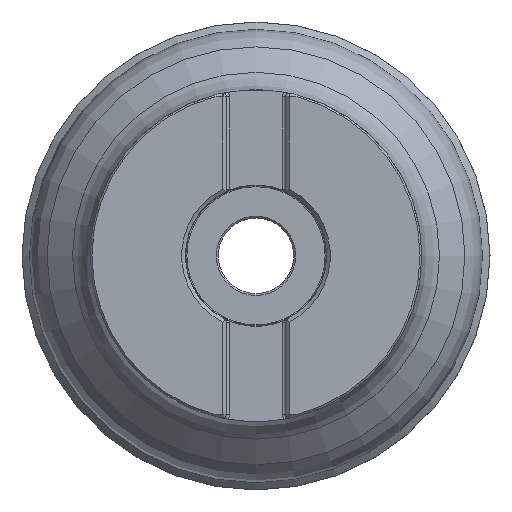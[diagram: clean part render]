
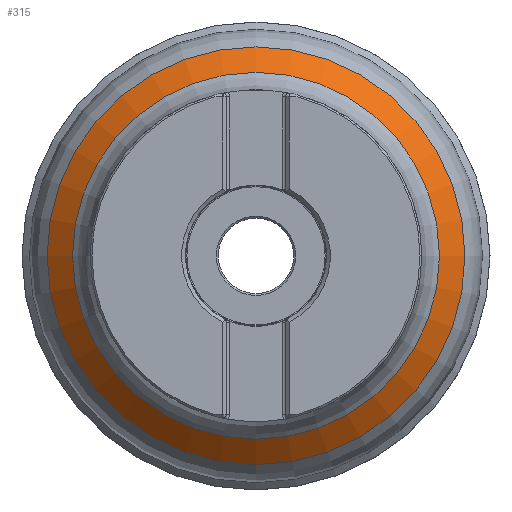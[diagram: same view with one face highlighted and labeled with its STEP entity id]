
A CAD part, top view. The second image highlights one B-rep face of the part: STEP entity #315.
In plain terms, the highlighted conical face has half-angle 47 degrees and reference radius 61.449 mm.
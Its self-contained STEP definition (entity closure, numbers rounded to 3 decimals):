
#290=CONICAL_SURFACE('',#1337,61.449,47.);
#315=ADVANCED_FACE('',(#457,#458),#290,.T.);
#457=FACE_BOUND('',#526,.T.);
#458=FACE_BOUND('',#527,.T.);
#526=EDGE_LOOP('',(#672));
#527=EDGE_LOOP('',(#673));
#672=ORIENTED_EDGE('',*,*,#1105,.T.);
#673=ORIENTED_EDGE('',*,*,#1106,.T.);
#990=VERTEX_POINT('',#2072);
#991=VERTEX_POINT('',#2074);
#1105=EDGE_CURVE('',#990,#990,#1251,.T.);
#1106=EDGE_CURVE('',#991,#991,#1252,.T.);
#1251=CIRCLE('',#1335,56.679);
#1252=CIRCLE('',#1336,49.77);
#1335=AXIS2_PLACEMENT_3D('',#2071,#1543,#1544);
#1336=AXIS2_PLACEMENT_3D('',#2073,#1545,#1546);
#1337=AXIS2_PLACEMENT_3D('',#2075,#1547,#1548);
#1543=DIRECTION('',(0.,0.,1.));
#1544=DIRECTION('',(1.,0.,0.));
#1545=DIRECTION('',(0.,0.,-1.));
#1546=DIRECTION('',(-1.,0.,0.));
#1547=DIRECTION('',(0.,0.,-1.));
#1548=DIRECTION('',(-1.,0.,0.));
#2071=CARTESIAN_POINT('',(0.,0.,-32.891));
#2072=CARTESIAN_POINT('',(56.679,0.,-32.891));
#2073=CARTESIAN_POINT('',(0.,0.,-26.448));
#2074=CARTESIAN_POINT('',(-49.77,0.,-26.448));
#2075=CARTESIAN_POINT('',(0.,0.,-37.339));
